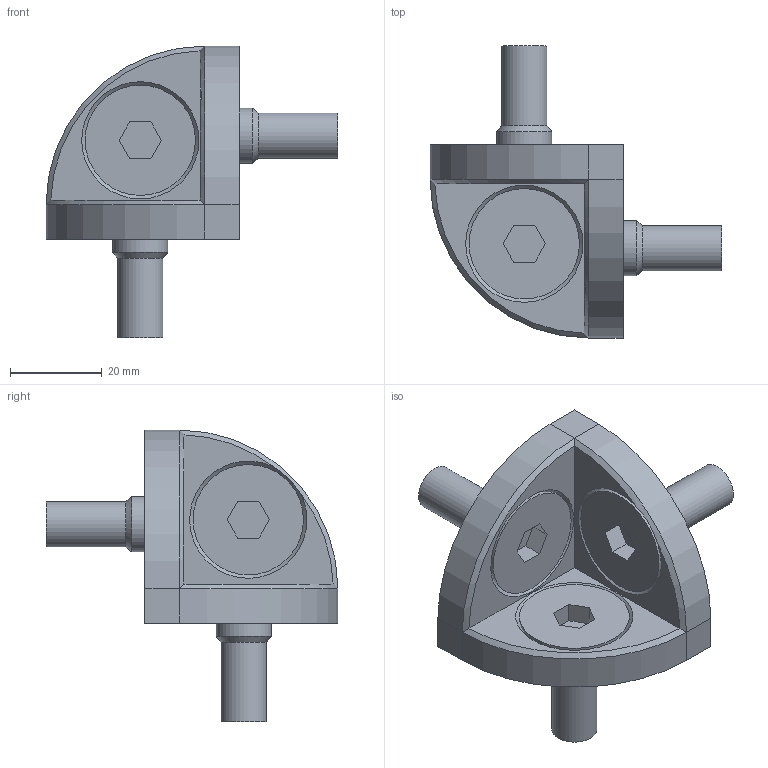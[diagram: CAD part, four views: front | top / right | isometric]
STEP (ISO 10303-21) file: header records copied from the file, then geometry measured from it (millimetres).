
FILE_DESCRIPTION(/* description */ (''),/* implementation_level */ '2;1');
FILE_NAME(/* name */ '123230',/* time_stamp */ '2014-10-06T13:14:25+02:00',/* author */ (''),/* organization */ (''),/* preprocessor_version */ 'ST-DEVELOPER v14',/* originating_system */ 'HiCAD 2013 1802.4 Build 509',/* authorisation */ '');
FILE_SCHEMA (('AUTOMOTIVE_DESIGN { 1 0 10303 214 1 1 1 1 }'));
Length unit declared in the file: millimetre
Products named in the file (5): Root; 123230XYZ HOEKSTUK 45BOIKON; 900680Verz. inbusbout DIN 7991 EV M12 x 30BOIKON0
Assembly tree (4 placements, depth 3):
  Root
    123230XYZ HOEKSTUK 45BOIKON
      900680Verz. inbusbout DIN 7991 EV M12 x 30BOIKON0
      900680Verz. inbusbout DIN 7991 EV M12 x 30BOIKON0
      900680Verz. inbusbout DIN 7991 EV M12 x 30BOIKON0
Bounding box: 63.5 x 63.5 x 63.5 mm (x, y, z)
Volume: 34936 mm3; surface area: 14432.5 mm2
Topology: 4 solids, 4 shells, 63 faces, 147 edges, 97 vertices
Faces by surface type: plane 36, cylinder 15, cone 12
Full cylindrical faces by diameter (mm): 9.853 x3, 12 x3, 13.5 x3, 24 x3
Entity records: 2854 total; most frequent: CARTESIAN_POINT 320, DIRECTION 288, PRESENTATION_STYLE_ASSIGNMENT 230, COLOUR_RGB 228, DRAUGHTING_PRE_DEFINED_CURVE_FONT 226, CURVE_STYLE 226, OVER_RIDING_STYLED_ITEM 226, ORIENTED_EDGE 226
